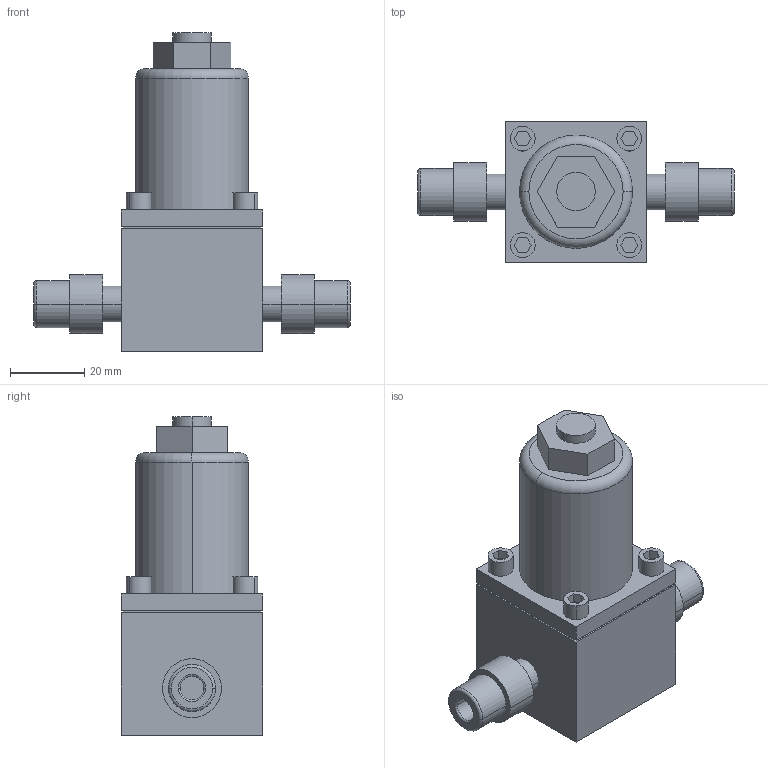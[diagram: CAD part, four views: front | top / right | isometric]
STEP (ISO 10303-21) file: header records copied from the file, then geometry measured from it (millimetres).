
FILE_DESCRIPTION((''),'2;1');
FILE_NAME('0248A-12115_PCV_VALVE','2008-11-14T',('CockrofM'),('MKS Instruments, Inc.'),'PRO/ENGINEER BY PARAMETRIC TECHNOLOGY CORPORATION, 2005030','PRO/ENGINEER BY PARAMETRIC TECHNOLOGY CORPORATION, 2005030','');
FILE_SCHEMA(('CONFIG_CONTROL_DESIGN'));
Length unit declared in the file: inch
Products named in the file (1): 0248A-12115_PCV_VALVE
Bounding box: 85.34 x 38.1 x 85.85 mm (x, y, z)
Volume: 90686.1 mm3; surface area: 17076.4 mm2
Topology: 1 solids, 1 shells, 109 faces, 242 edges, 158 vertices
Faces by surface type: plane 67, cylinder 32, torus 10
Entity records: 3060 total; most frequent: DIRECTION 544, CARTESIAN_POINT 509, ORIENTED_EDGE 484, EDGE_CURVE 242, AXIS2_PLACEMENT_3D 193, VECTOR 158, LINE 158, VERTEX_POINT 158
